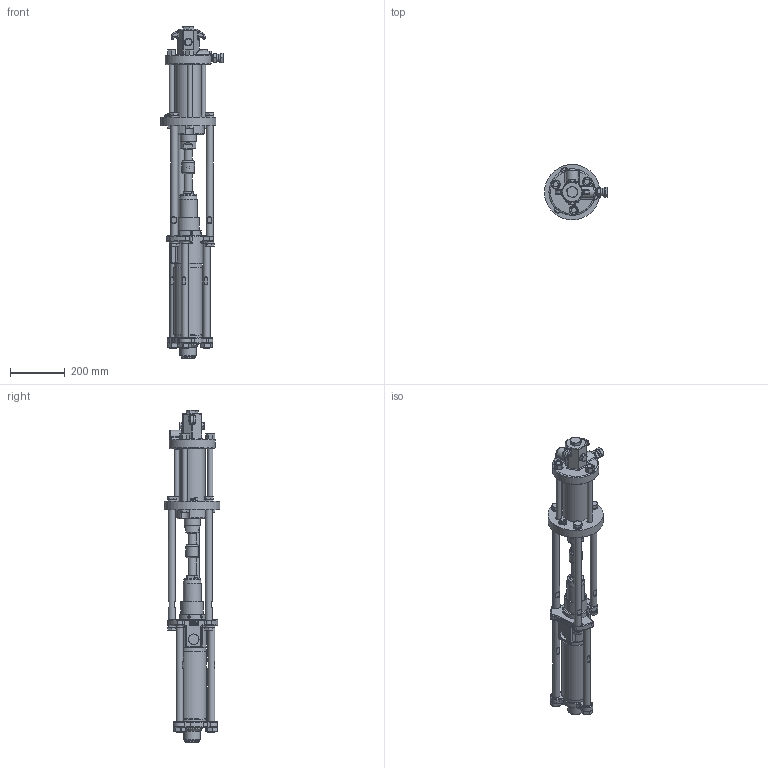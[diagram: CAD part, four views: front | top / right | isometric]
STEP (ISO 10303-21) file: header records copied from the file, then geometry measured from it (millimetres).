
FILE_DESCRIPTION(/* description */ (''),/* implementation_level */ '2;1');
FILE_NAME(/* name */ '650940-XXX-B_K',/* time_stamp */ '2008-05-06T09:20:13-04:00',/* author */ (''),/* organization */ (''),/* preprocessor_version */ 'ST-DEVELOPER v9',/* originating_system */ 'UGS - NX 4.0',/* authorisation */ '');
FILE_SCHEMA (('AUTOMOTIVE_DESIGN { 1 0 10303 214 1 1 1 1 }'));
Length unit declared in the file: inch
Products named in the file (1): szeeB49Fg1tw
Bounding box: 230.89 x 204.62 x 1215.99 mm (x, y, z)
Volume: 10476480.5 mm3; surface area: 852131.5 mm2
Topology: 1 solids, 1 shells, 1797 faces, 4393 edges, 2749 vertices
Faces by surface type: plane 914, cylinder 395, cone 268, torus 115, bspline 51, extrusion 45, sphere 9
Full cylindrical faces by diameter (mm): 0.269 x2, 6.35 x2, 6.792 x2, 7.925 x1, 8.237 x3, 8.933 x1, 9.525 x6, 9.652 x2, 11.887 x1, 12.7 x1, 13.335 x1, 13.716 x1, 14.122 x6, 15.469 x6, 15.875 x3, 16.027 x1, 17.145 x1, 18.694 x1, 18.722 x6, 18.811 x6, 19.05 x3, 19.431 x3, 19.837 x9, 20.625 x1, 22.86 x2, 23.063 x2, 23.127 x1, 25.222 x9, 25.4 x7, 26.67 x1
Entity records: 53503 total; most frequent: CARTESIAN_POINT 13294, DIRECTION 8237, ORIENTED_EDGE 8090, EDGE_CURVE 4045, AXIS2_PLACEMENT_3D 3135, VERTEX_POINT 2630, EDGE_LOOP 2213, VECTOR 1967
